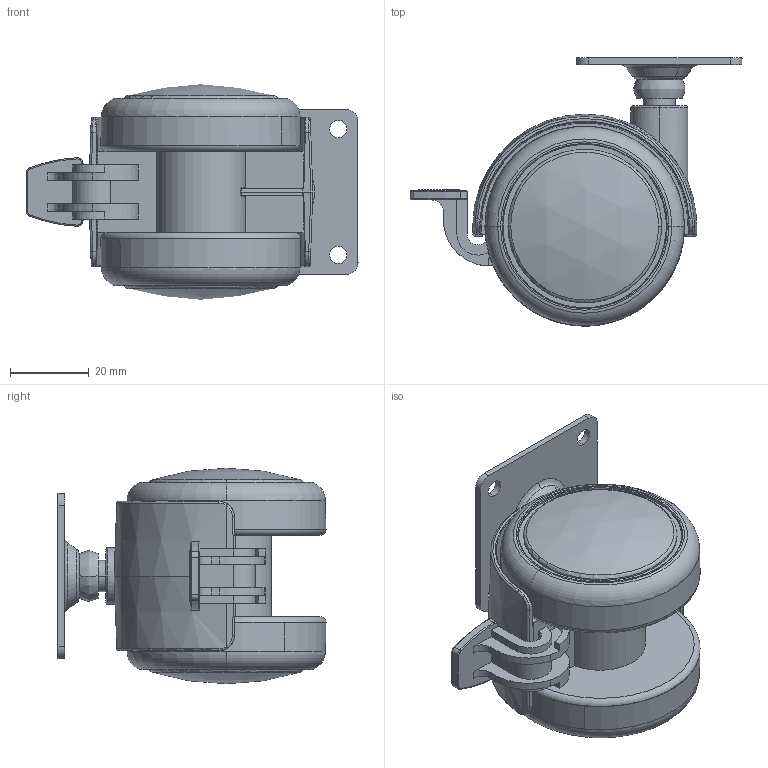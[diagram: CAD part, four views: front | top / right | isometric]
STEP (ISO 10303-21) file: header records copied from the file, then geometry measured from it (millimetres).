
FILE_DESCRIPTION(('STEP AP203'),'1');
FILE_NAME('f86_050_pl.stp','2022-05-02T14:31:31',('TraceParts'),('TraceParts S.A.'),'Spatial InterOp 3D',' ',' ');
FILE_SCHEMA(('CONFIG_CONTROL_DESIGN'));
Length unit declared in the file: millimetre
Products named in the file (1): 1
Bounding box: 84.44 x 68.2 x 54.8 mm (x, y, z)
Volume: 99474.7 mm3; surface area: 22797.9 mm2
Topology: 1 solids, 1 shells, 586 faces, 1388 edges, 808 vertices
Faces by surface type: bspline 302, cylinder 90, plane 90, torus 52, sphere 30, cone 22
Entity records: 27376 total; most frequent: CARTESIAN_POINT 15252, ORIENTED_EDGE 2764, DIRECTION 2218, EDGE_CURVE 1382, AXIS2_PLACEMENT_3D 957, VERTEX_POINT 808, EDGE_LOOP 604, ADVANCED_FACE 586
